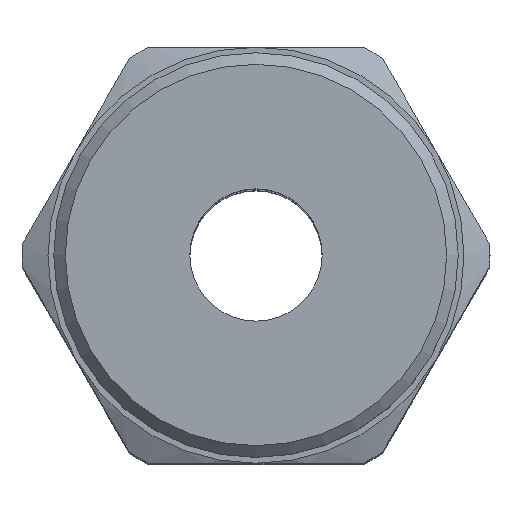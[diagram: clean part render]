
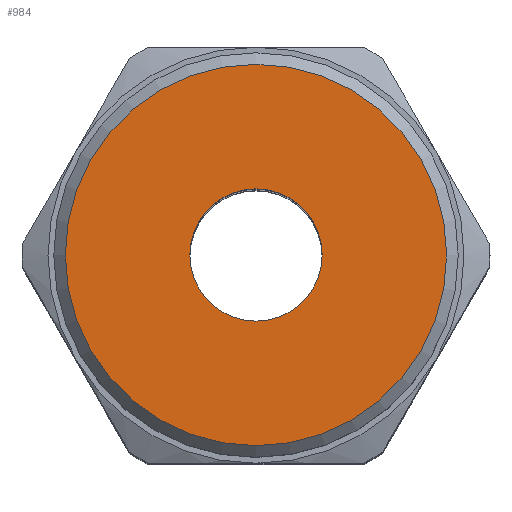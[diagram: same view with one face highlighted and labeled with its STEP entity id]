
A CAD part, top view. The second image highlights one B-rep face of the part: STEP entity #984.
In plain terms, the highlighted planar face has unit normal (0, 0, 1).
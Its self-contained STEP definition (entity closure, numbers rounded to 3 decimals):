
#922=CARTESIAN_POINT('',(16.5,-2.072,25.0));
#923=VERTEX_POINT('',#922);
#924=CARTESIAN_POINT('',(0.0,-2.072,25.0));
#925=DIRECTION('',(0.0,0.0,-1.0));
#926=DIRECTION('',(-1.0,0.0,0.0));
#927=AXIS2_PLACEMENT_3D('',#924,#925,#926);
#928=CIRCLE('',#927,16.5);
#929=EDGE_CURVE('',#923,#923,#928,.T.);
#965=CARTESIAN_POINT('',(0.0,-2.072,25.0));
#966=DIRECTION('',(0.0,0.0,-1.0));
#967=DIRECTION('',(-1.0,0.0,0.0));
#968=AXIS2_PLACEMENT_3D('',#965,#966,#967);
#969=PLANE('',#968);
#970=ORIENTED_EDGE('',*,*,#929,.F.);
#971=EDGE_LOOP('',(#970));
#972=FACE_OUTER_BOUND('',#971,.T.);
#973=CARTESIAN_POINT('',(5.723,-2.072,25.0));
#974=VERTEX_POINT('',#973);
#975=CARTESIAN_POINT('',(0.0,-2.072,25.0));
#976=DIRECTION('',(0.0,0.0,-1.0));
#977=DIRECTION('',(1.0,0.0,0.0));
#978=AXIS2_PLACEMENT_3D('',#975,#976,#977);
#979=CIRCLE('',#978,5.723);
#980=EDGE_CURVE('',#974,#974,#979,.T.);
#981=ORIENTED_EDGE('',*,*,#980,.T.);
#982=EDGE_LOOP('',(#981));
#983=FACE_BOUND('',#982,.T.);
#984=ADVANCED_FACE('',(#972,#983),#969,.F.);
